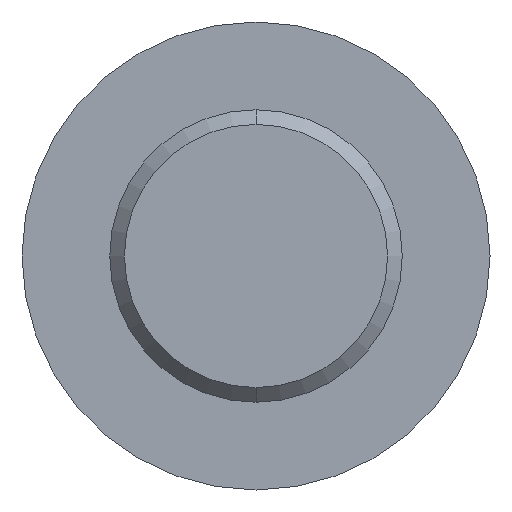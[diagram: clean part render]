
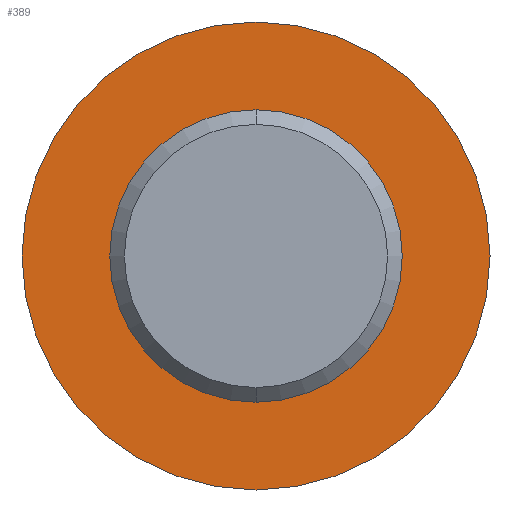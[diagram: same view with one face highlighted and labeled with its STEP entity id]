
A CAD part, front view. The second image highlights one B-rep face of the part: STEP entity #389.
In plain terms, the highlighted planar face has unit normal (0, -1, 0).
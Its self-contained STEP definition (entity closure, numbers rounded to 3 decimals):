
#12 = FACE_BOUND ( 'NONE', #202, .T. ) ;
#39 = EDGE_CURVE ( 'NONE', #374, #368, #226, .T. ) ;
#41 = EDGE_CURVE ( 'NONE', #344, #367, #200, .T. ) ;
#46 = EDGE_CURVE ( 'NONE', #368, #374, #254, .T. ) ;
#47 = EDGE_CURVE ( 'NONE', #367, #344, #211, .T. ) ;
#53 = AXIS2_PLACEMENT_3D ( 'NONE', #446, #448, #449 ) ;
#54 = AXIS2_PLACEMENT_3D ( 'NONE', #447, #409, #457 ) ;
#57 = AXIS2_PLACEMENT_3D ( 'NONE', #423, #425, #424 ) ;
#58 = AXIS2_PLACEMENT_3D ( 'NONE', #452, #470, #471 ) ;
#73 = AXIS2_PLACEMENT_3D ( 'NONE', #550, #555, #556 ) ;
#145 = FACE_OUTER_BOUND ( 'NONE', #245, .T. ) ;
#200 = CIRCLE ( 'NONE', #54, 4. ) ;
#202 = EDGE_LOOP ( 'NONE', ( #361, #362 ) ) ;
#211 = CIRCLE ( 'NONE', #58, 4. ) ;
#226 = CIRCLE ( 'NONE', #53, 2.5 ) ;
#245 = EDGE_LOOP ( 'NONE', ( #363, #373 ) ) ;
#254 = CIRCLE ( 'NONE', #57, 2.5 ) ;
#344 = VERTEX_POINT ( 'NONE', #497 ) ;
#361 = ORIENTED_EDGE ( 'NONE', *, *, #39, .F. ) ;
#362 = ORIENTED_EDGE ( 'NONE', *, *, #46, .F. ) ;
#363 = ORIENTED_EDGE ( 'NONE', *, *, #47, .F. ) ;
#367 = VERTEX_POINT ( 'NONE', #492 ) ;
#368 = VERTEX_POINT ( 'NONE', #503 ) ;
#373 = ORIENTED_EDGE ( 'NONE', *, *, #41, .F. ) ;
#374 = VERTEX_POINT ( 'NONE', #506 ) ;
#389 = ADVANCED_FACE ( 'NONE', ( #145, #12 ), #548, .F. ) ;
#409 = DIRECTION ( 'NONE',  ( 0., 1., 0. ) ) ;
#423 = CARTESIAN_POINT ( 'NONE',  ( 0., 0., 0. ) ) ;
#424 = DIRECTION ( 'NONE',  ( 0., 0., 1. ) ) ;
#425 = DIRECTION ( 'NONE',  ( 0., -1., 0. ) ) ;
#446 = CARTESIAN_POINT ( 'NONE',  ( 0., 0., 0. ) ) ;
#447 = CARTESIAN_POINT ( 'NONE',  ( 0., 0., 0. ) ) ;
#448 = DIRECTION ( 'NONE',  ( 0., -1., 0. ) ) ;
#449 = DIRECTION ( 'NONE',  ( 0., 0., 1. ) ) ;
#452 = CARTESIAN_POINT ( 'NONE',  ( 0., 0., 0. ) ) ;
#457 = DIRECTION ( 'NONE',  ( 0., 0., 1. ) ) ;
#470 = DIRECTION ( 'NONE',  ( 0., 1., 0. ) ) ;
#471 = DIRECTION ( 'NONE',  ( 0., 0., 1. ) ) ;
#492 = CARTESIAN_POINT ( 'NONE',  ( 0., 0., -4. ) ) ;
#497 = CARTESIAN_POINT ( 'NONE',  ( 0., 0., 4. ) ) ;
#503 = CARTESIAN_POINT ( 'NONE',  ( 0., 0., -2.5 ) ) ;
#506 = CARTESIAN_POINT ( 'NONE',  ( 0., 0., 2.5 ) ) ;
#548 = PLANE ( 'NONE',  #73 ) ;
#550 = CARTESIAN_POINT ( 'NONE',  ( 0., 0., 0. ) ) ;
#555 = DIRECTION ( 'NONE',  ( 0., 1., 0. ) ) ;
#556 = DIRECTION ( 'NONE',  ( 0., 0., 1. ) ) ;
